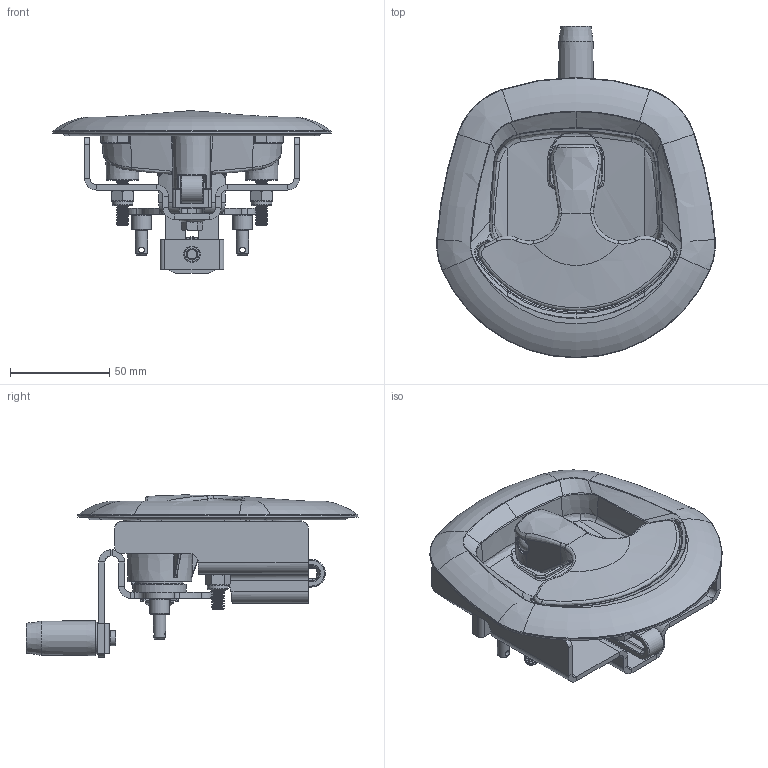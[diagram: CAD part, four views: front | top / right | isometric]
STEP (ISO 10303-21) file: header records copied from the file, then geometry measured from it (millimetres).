
FILE_DESCRIPTION(/* description */ (''),/* implementation_level */ '2;1');
FILE_NAME(/* name */ '28530.stp',/* time_stamp */ '2020-10-06T10:46:52-04:00',/* author */ ('jenniferk'),/* organization */ (''),/* preprocessor_version */ 'ST-DEVELOPER v18.1',/* originating_system */ 'Autodesk Inventor 2020',/* authorisation */ '');
FILE_SCHEMA (('AUTOMOTIVE_DESIGN { 1 0 10303 214 3 1 1 }'));
Length unit declared in the file: inch
Products named in the file (1): 28530_Shrinkwrap_1
Bounding box: 140.07 x 166.96 x 81.76 mm (x, y, z)
Volume: 159908.2 mm3; surface area: 137029.2 mm2
Topology: 30 solids, 30 shells, 5423 faces, 13798 edges, 8532 vertices
Faces by surface type: plane 2317, bspline 1505, cylinder 776, torus 424, cone 246, sphere 155
Full cylindrical faces by diameter (mm): 2 x1, 2.896 x2, 3.493 x1, 3.759 x1, 4.286 x1, 4.483 x1, 4.699 x1, 4.7 x40, 4.775 x1, 4.826 x2, 4.978 x3, 5.004 x1, 5.842 x1, 6.096 x2, 6.159 x2, 6.223 x1, 6.35 x43, 7.137 x2, 7.468 x1, 7.595 x1, 7.849 x1, 8.331 x1, 9.779 x2, 10 x1, 10.43 x2, 10.922 x1, 11.201 x1, 11.557 x1, 12.662 x2, 12.8 x2
Entity records: 204889 total; most frequent: CARTESIAN_POINT 77397, ORIENTED_EDGE 27392, DIRECTION 22161, EDGE_CURVE 13696, VERTEX_POINT 8532, AXIS2_PLACEMENT_3D 7760, LINE 6641, VECTOR 6641
